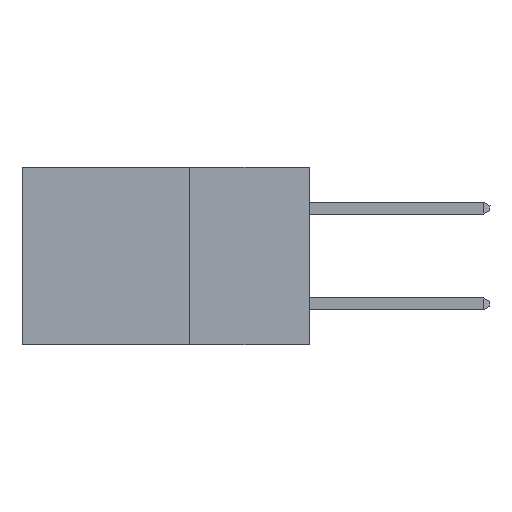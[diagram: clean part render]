
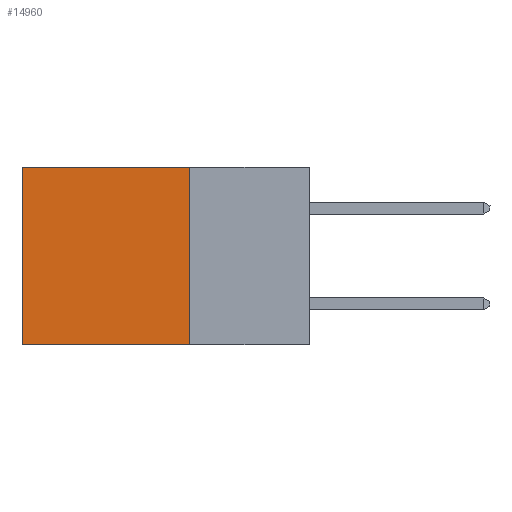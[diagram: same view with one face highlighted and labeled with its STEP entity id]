
A CAD part, left-side view. The second image highlights one B-rep face of the part: STEP entity #14960.
In plain terms, the highlighted planar face has unit normal (-1, 0, 0).
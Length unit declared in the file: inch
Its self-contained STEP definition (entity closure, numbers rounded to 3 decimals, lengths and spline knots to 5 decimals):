
#1483 = DIRECTION ( 'NONE',  ( 0., 0., -1. ) ) ;
#2612 = LINE ( 'NONE', #9638, #21962 ) ;
#2720 = LINE ( 'NONE', #17505, #11881 ) ;
#2839 = ORIENTED_EDGE ( 'NONE', *, *, #18992, .F. ) ;
#2864 = DIRECTION ( 'NONE',  ( 1., 0., 0. ) ) ;
#3167 = VECTOR ( 'NONE', #1483, 39.37008 ) ;
#4049 = VERTEX_POINT ( 'NONE', #13499 ) ;
#4600 = AXIS2_PLACEMENT_3D ( 'NONE', #19301, #2864, #10550 ) ;
#6864 = DIRECTION ( 'NONE',  ( 0., 0., -1. ) ) ;
#8743 = CARTESIAN_POINT ( 'NONE',  ( 0.2875, 0.25, -0.37 ) ) ;
#8885 = LINE ( 'NONE', #17781, #18565 ) ;
#9638 = CARTESIAN_POINT ( 'NONE',  ( 0.2875, 0.25, 0. ) ) ;
#10550 = DIRECTION ( 'NONE',  ( 0., 0., -1. ) ) ;
#11430 = EDGE_LOOP ( 'NONE', ( #20819, #22659, #2839, #14447 ) ) ;
#11465 = DIRECTION ( 'NONE',  ( 0., 1., 0. ) ) ;
#11881 = VECTOR ( 'NONE', #12085, 39.37008 ) ;
#12085 = DIRECTION ( 'NONE',  ( 0., 1., 0. ) ) ;
#12215 = EDGE_CURVE ( 'NONE', #15869, #14149, #2612, .T. ) ;
#12621 = EDGE_CURVE ( 'NONE', #14149, #4049, #13482, .T. ) ;
#13482 = LINE ( 'NONE', #23286, #3167 ) ;
#13499 = CARTESIAN_POINT ( 'NONE',  ( 0.2875, 0.6, -0.37 ) ) ;
#14149 = VERTEX_POINT ( 'NONE', #19098 ) ;
#14447 = ORIENTED_EDGE ( 'NONE', *, *, #12215, .T. ) ;
#14960 = ADVANCED_FACE ( 'NONE', ( #15617 ), #21397, .F. ) ;
#15617 = FACE_OUTER_BOUND ( 'NONE', #11430, .T. ) ;
#15869 = VERTEX_POINT ( 'NONE', #22070 ) ;
#17505 = CARTESIAN_POINT ( 'NONE',  ( 0.2875, 0.25, -0.37 ) ) ;
#17781 = CARTESIAN_POINT ( 'NONE',  ( 0.2875, 0.25, 0. ) ) ;
#18565 = VECTOR ( 'NONE', #6864, 39.37008 ) ;
#18992 = EDGE_CURVE ( 'NONE', #15869, #20236, #8885, .T. ) ;
#19098 = CARTESIAN_POINT ( 'NONE',  ( 0.2875, 0.6, 0. ) ) ;
#19301 = CARTESIAN_POINT ( 'NONE',  ( 0.2875, 0.25, 0. ) ) ;
#20236 = VERTEX_POINT ( 'NONE', #8743 ) ;
#20737 = EDGE_CURVE ( 'NONE', #20236, #4049, #2720, .T. ) ;
#20819 = ORIENTED_EDGE ( 'NONE', *, *, #12621, .T. ) ;
#21397 = PLANE ( 'NONE',  #4600 ) ;
#21962 = VECTOR ( 'NONE', #11465, 39.37008 ) ;
#22070 = CARTESIAN_POINT ( 'NONE',  ( 0.2875, 0.25, 0. ) ) ;
#22659 = ORIENTED_EDGE ( 'NONE', *, *, #20737, .F. ) ;
#23286 = CARTESIAN_POINT ( 'NONE',  ( 0.2875, 0.6, 0. ) ) ;
